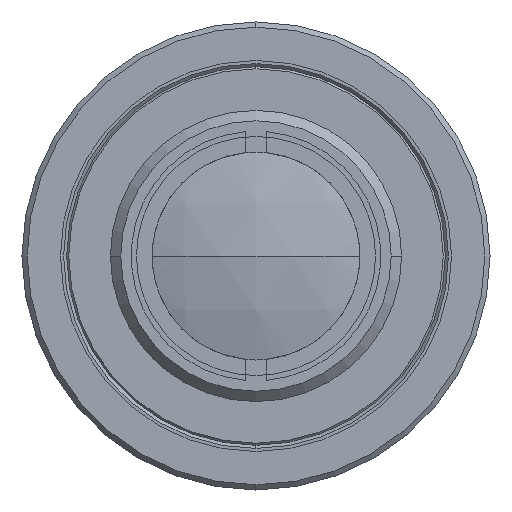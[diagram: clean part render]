
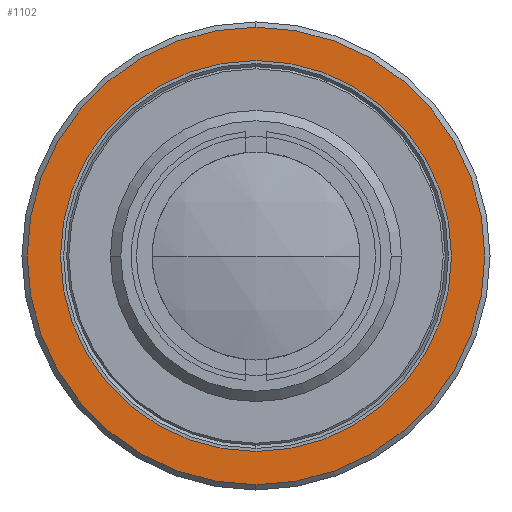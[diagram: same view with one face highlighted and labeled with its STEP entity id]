
A CAD part, left-side view. The second image highlights one B-rep face of the part: STEP entity #1102.
In plain terms, the highlighted planar face has unit normal (-1, 0, 0).
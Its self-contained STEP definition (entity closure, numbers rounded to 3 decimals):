
#14 = AXIS2_PLACEMENT_3D ( 'NONE', #2266, #1027, #820 ) ;
#25 = EDGE_LOOP ( 'NONE', ( #1677, #727 ) ) ;
#61 = AXIS2_PLACEMENT_3D ( 'NONE', #1855, #352, #111 ) ;
#68 = EDGE_LOOP ( 'NONE', ( #249, #378 ) ) ;
#111 = DIRECTION ( 'NONE',  ( 0., 0., 1. ) ) ;
#162 = CARTESIAN_POINT ( 'NONE',  ( 13.8, 0., 0. ) ) ;
#244 = CIRCLE ( 'NONE', #341, 18.2 ) ;
#249 = ORIENTED_EDGE ( 'NONE', *, *, #1813, .T. ) ;
#303 = DIRECTION ( 'NONE',  ( -1., 0., 0. ) ) ;
#341 = AXIS2_PLACEMENT_3D ( 'NONE', #1668, #2278, #1053 ) ;
#351 = EDGE_CURVE ( 'NONE', #1820, #2130, #2006, .T. ) ;
#352 = DIRECTION ( 'NONE',  ( -1., 0., 0. ) ) ;
#360 = VERTEX_POINT ( 'NONE', #2705 ) ;
#378 = ORIENTED_EDGE ( 'NONE', *, *, #351, .T. ) ;
#535 = DIRECTION ( 'NONE',  ( 0., 0., 1. ) ) ;
#717 = EDGE_CURVE ( 'NONE', #2341, #360, #2316, .T. ) ;
#727 = ORIENTED_EDGE ( 'NONE', *, *, #717, .T. ) ;
#754 = PLANE ( 'NONE',  #2143 ) ;
#820 = DIRECTION ( 'NONE',  ( 0., 0., -1. ) ) ;
#924 = FACE_BOUND ( 'NONE', #25, .T. ) ;
#1005 = CIRCLE ( 'NONE', #61, 22. ) ;
#1027 = DIRECTION ( 'NONE',  ( 1., 0., 0. ) ) ;
#1053 = DIRECTION ( 'NONE',  ( 0., 0., -1. ) ) ;
#1077 = AXIS2_PLACEMENT_3D ( 'NONE', #162, #2028, #2052 ) ;
#1102 = ADVANCED_FACE ( 'NONE', ( #1388, #924 ), #754, .T. ) ;
#1277 = CARTESIAN_POINT ( 'NONE',  ( 13.8, 0., 18.2 ) ) ;
#1388 = FACE_OUTER_BOUND ( 'NONE', #68, .T. ) ;
#1539 = CARTESIAN_POINT ( 'NONE',  ( 13.8, 0., -22. ) ) ;
#1621 = CARTESIAN_POINT ( 'NONE',  ( 13.8, 0., 22. ) ) ;
#1668 = CARTESIAN_POINT ( 'NONE',  ( 13.8, 0., 0. ) ) ;
#1677 = ORIENTED_EDGE ( 'NONE', *, *, #2723, .T. ) ;
#1783 = CARTESIAN_POINT ( 'NONE',  ( 13.8, 18.2, 0. ) ) ;
#1813 = EDGE_CURVE ( 'NONE', #2130, #1820, #1005, .T. ) ;
#1820 = VERTEX_POINT ( 'NONE', #1621 ) ;
#1855 = CARTESIAN_POINT ( 'NONE',  ( 13.8, 0., 0. ) ) ;
#2006 = CIRCLE ( 'NONE', #1077, 22. ) ;
#2028 = DIRECTION ( 'NONE',  ( -1., 0., 0. ) ) ;
#2052 = DIRECTION ( 'NONE',  ( 0., 0., 1. ) ) ;
#2130 = VERTEX_POINT ( 'NONE', #1539 ) ;
#2143 = AXIS2_PLACEMENT_3D ( 'NONE', #1783, #303, #535 ) ;
#2266 = CARTESIAN_POINT ( 'NONE',  ( 13.8, 0., 0. ) ) ;
#2278 = DIRECTION ( 'NONE',  ( 1., 0., 0. ) ) ;
#2316 = CIRCLE ( 'NONE', #14, 18.2 ) ;
#2341 = VERTEX_POINT ( 'NONE', #1277 ) ;
#2705 = CARTESIAN_POINT ( 'NONE',  ( 13.8, 0., -18.2 ) ) ;
#2723 = EDGE_CURVE ( 'NONE', #360, #2341, #244, .T. ) ;
